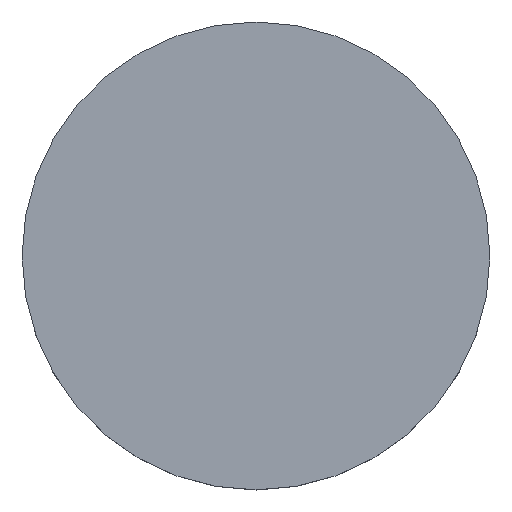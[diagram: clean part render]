
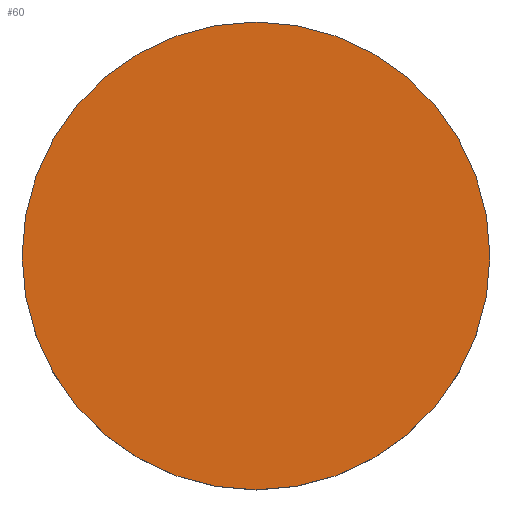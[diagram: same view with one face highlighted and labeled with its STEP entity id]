
A CAD part, top view. The second image highlights one B-rep face of the part: STEP entity #60.
In plain terms, the highlighted planar face has unit normal (0, 0, 1).
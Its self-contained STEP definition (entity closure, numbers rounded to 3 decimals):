
#6 = DIRECTION ( 'NONE',  ( 1., 0., 0. ) ) ;
#25 = EDGE_CURVE ( 'NONE', #59, #46, #159, .T. ) ;
#26 = DIRECTION ( 'NONE',  ( 0., 0., 1. ) ) ;
#40 = EDGE_LOOP ( 'NONE', ( #182, #145 ) ) ;
#46 = VERTEX_POINT ( 'NONE', #169 ) ;
#59 = VERTEX_POINT ( 'NONE', #206 ) ;
#60 = ADVANCED_FACE ( 'NONE', ( #214 ), #98, .T. ) ;
#67 = DIRECTION ( 'NONE',  ( 1., 0., 0. ) ) ;
#88 = DIRECTION ( 'NONE',  ( 0., 0., -1. ) ) ;
#98 = PLANE ( 'NONE',  #184 ) ;
#114 = CARTESIAN_POINT ( 'NONE',  ( 0., 0., 4.1 ) ) ;
#133 = AXIS2_PLACEMENT_3D ( 'NONE', #114, #88, #67 ) ;
#136 = CARTESIAN_POINT ( 'NONE',  ( 0., 0., 4.1 ) ) ;
#145 = ORIENTED_EDGE ( 'NONE', *, *, #166, .F. ) ;
#148 = CIRCLE ( 'NONE', #170, 6.35 ) ;
#159 = CIRCLE ( 'NONE', #133, 6.35 ) ;
#166 = EDGE_CURVE ( 'NONE', #46, #59, #148, .T. ) ;
#169 = CARTESIAN_POINT ( 'NONE',  ( -6.35, 0., 4.1 ) ) ;
#170 = AXIS2_PLACEMENT_3D ( 'NONE', #136, #172, #194 ) ;
#172 = DIRECTION ( 'NONE',  ( 0., 0., -1. ) ) ;
#182 = ORIENTED_EDGE ( 'NONE', *, *, #25, .F. ) ;
#184 = AXIS2_PLACEMENT_3D ( 'NONE', #186, #26, #6 ) ;
#186 = CARTESIAN_POINT ( 'NONE',  ( 0., 13.158, 4.1 ) ) ;
#194 = DIRECTION ( 'NONE',  ( 1., 0., 0. ) ) ;
#206 = CARTESIAN_POINT ( 'NONE',  ( 6.35, 0., 4.1 ) ) ;
#214 = FACE_OUTER_BOUND ( 'NONE', #40, .T. ) ;
